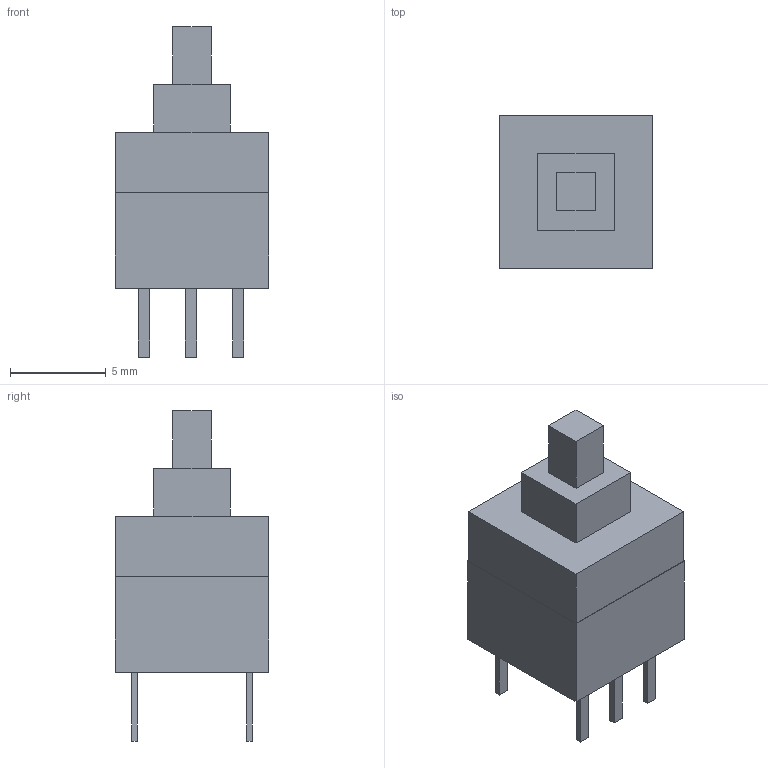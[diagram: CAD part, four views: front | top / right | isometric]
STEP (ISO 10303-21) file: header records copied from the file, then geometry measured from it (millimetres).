
FILE_DESCRIPTION(('FreeCAD Model'),'2;1');
FILE_NAME('KiCad/*3d_CAD Models/Compound.step', '2020-02-02T11:50:46',('kicad StepUp'),('ksu MCAD'), 'Open CASCADE STEP processor 7.2','FreeCAD','Unknown');
FILE_SCHEMA(('AUTOMOTIVE_DESIGN { 1 0 10303 214 1 1 1 1 }'));
Length unit declared in the file: millimetre
Products named in the file (1): Compound
Bounding box: 8 x 8 x 17.25 mm (x, y, z)
Volume: 575.5 mm3; surface area: 491.2 mm2
Topology: 1 solids, 1 shells, 51 faces, 120 edges, 80 vertices
Faces by surface type: plane 51
Entity records: 1807 total; most frequent: CARTESIAN_POINT 252, ORIENTED_EDGE 240, DIRECTION 224, EDGE_CURVE 120, LINE 120, VECTOR 120, VERTEX_POINT 80, FACE_BOUND 60
